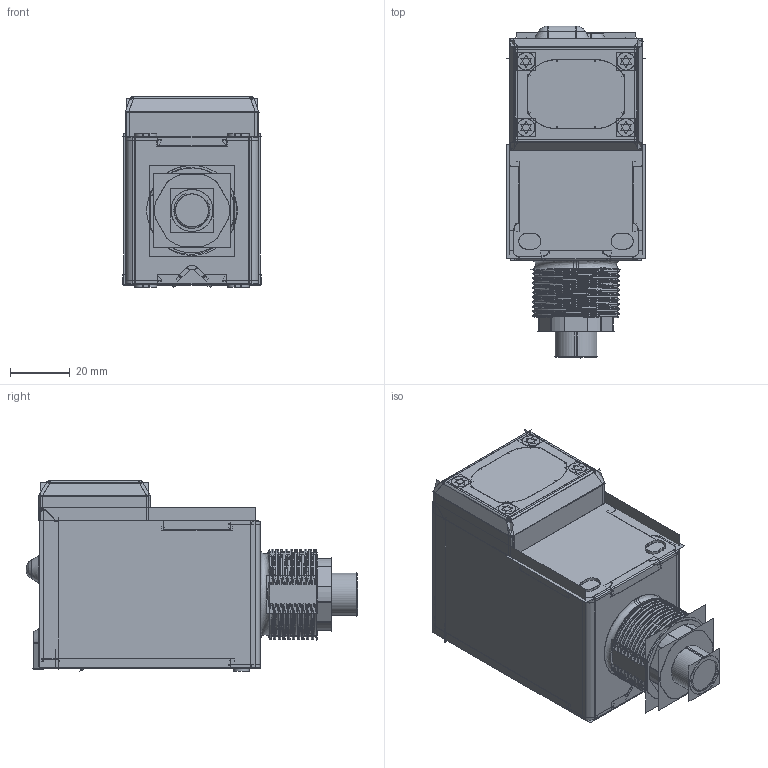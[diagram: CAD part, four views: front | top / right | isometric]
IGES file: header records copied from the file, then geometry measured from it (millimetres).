
Start section:  PTC IGES file: 208639.igs
Global section: file name: 208639.igs; native system: Creo Parametric by PTC Inc.; preprocessor: 2019292; author: PDMAdmin; organization: Unknown; date: 20210726.120811; units: millimetre
Bounding box: 46.23 x 110.67 x 63.68 mm (x, y, z)
Volume: 191864.4 mm3; surface area: 128535.2 mm2
Topology: 5 solids, 5 shells, 1538 faces, 7728 edges, 9649 vertices
Faces by surface type: bspline 872, revolution 666
